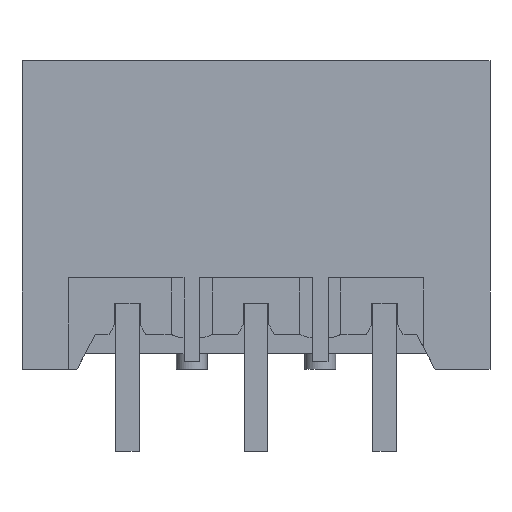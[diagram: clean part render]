
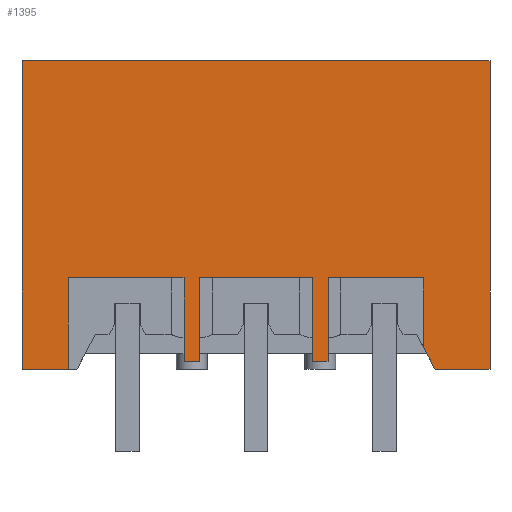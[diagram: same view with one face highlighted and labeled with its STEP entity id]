
A CAD part, front view. The second image highlights one B-rep face of the part: STEP entity #1395.
In plain terms, the highlighted planar face has unit normal (0, -1, 0).
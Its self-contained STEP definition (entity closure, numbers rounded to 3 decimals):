
#1292=AXIS2_PLACEMENT_3D('Plane Axis2P3D',#1289,#1290,#1291) ;
#709=CARTESIAN_POINT('Vertex',(6.3,0.,6.75)) ;
#742=CARTESIAN_POINT('Vertex',(6.3,0.,3.5)) ;
#745=CARTESIAN_POINT('Line Origine',(6.3,0.,5.125)) ;
#838=CARTESIAN_POINT('Line Origine',(4.05,0.,6.75)) ;
#842=CARTESIAN_POINT('Vertex',(1.8,0.,6.75)) ;
#864=CARTESIAN_POINT('Line Origine',(1.8,0.,4.975)) ;
#868=CARTESIAN_POINT('Vertex',(1.8,0.,3.2)) ;
#909=CARTESIAN_POINT('Line Origine',(0.9,0.,3.2)) ;
#913=CARTESIAN_POINT('Vertex',(0.,0.,3.2)) ;
#1269=CARTESIAN_POINT('Line Origine',(6.6,0.,3.5)) ;
#1273=CARTESIAN_POINT('Vertex',(6.9,0.,3.5)) ;
#1289=CARTESIAN_POINT('Axis2P3D Location',(-5.,0.,15.2)) ;
#1294=CARTESIAN_POINT('Line Origine',(11.6,0.,3.5)) ;
#1298=CARTESIAN_POINT('Vertex',(11.9,0.,3.5)) ;
#1300=CARTESIAN_POINT('Vertex',(11.3,0.,3.5)) ;
#1303=CARTESIAN_POINT('Line Origine',(11.9,0.,5.125)) ;
#1307=CARTESIAN_POINT('Vertex',(11.9,0.,6.75)) ;
#1310=CARTESIAN_POINT('Line Origine',(13.75,0.,6.75)) ;
#1314=CARTESIAN_POINT('Vertex',(15.6,0.,6.75)) ;
#1317=CARTESIAN_POINT('Line Origine',(15.6,0.,5.411)) ;
#1321=CARTESIAN_POINT('Vertex',(15.6,0.,4.071)) ;
#1324=CARTESIAN_POINT('Line Origine',(15.831,0.,3.636)) ;
#1328=CARTESIAN_POINT('Vertex',(16.062,0.,3.2)) ;
#1331=CARTESIAN_POINT('Line Origine',(17.131,0.,3.2)) ;
#1335=CARTESIAN_POINT('Vertex',(18.2,0.,3.2)) ;
#1338=CARTESIAN_POINT('Line Origine',(18.2,0.,9.2)) ;
#1342=CARTESIAN_POINT('Vertex',(18.2,0.,15.2)) ;
#1345=CARTESIAN_POINT('Line Origine',(9.1,0.,15.2)) ;
#1349=CARTESIAN_POINT('Vertex',(0.,0.,15.2)) ;
#1352=CARTESIAN_POINT('Line Origine',(0.,0.,9.2)) ;
#1357=CARTESIAN_POINT('Line Origine',(6.9,0.,5.125)) ;
#1361=CARTESIAN_POINT('Vertex',(6.9,0.,6.75)) ;
#1364=CARTESIAN_POINT('Line Origine',(9.1,0.,6.75)) ;
#1368=CARTESIAN_POINT('Vertex',(11.3,0.,6.75)) ;
#1371=CARTESIAN_POINT('Line Origine',(11.3,0.,5.125)) ;
#746=DIRECTION('Vector Direction',(0.,0.,-1.)) ;
#839=DIRECTION('Vector Direction',(-1.,0.,0.)) ;
#865=DIRECTION('Vector Direction',(0.,0.,1.)) ;
#910=DIRECTION('Vector Direction',(1.,0.,0.)) ;
#1270=DIRECTION('Vector Direction',(-1.,0.,0.)) ;
#1290=DIRECTION('Axis2P3D Direction',(0.,-1.,0.)) ;
#1291=DIRECTION('Axis2P3D XDirection',(0.,0.,-1.)) ;
#1295=DIRECTION('Vector Direction',(-1.,0.,0.)) ;
#1304=DIRECTION('Vector Direction',(0.,0.,1.)) ;
#1311=DIRECTION('Vector Direction',(-1.,0.,0.)) ;
#1318=DIRECTION('Vector Direction',(0.,0.,1.)) ;
#1325=DIRECTION('Vector Direction',(0.468,0.,-0.884)) ;
#1332=DIRECTION('Vector Direction',(1.,0.,0.)) ;
#1339=DIRECTION('Vector Direction',(0.,0.,-1.)) ;
#1346=DIRECTION('Vector Direction',(1.,0.,0.)) ;
#1353=DIRECTION('Vector Direction',(0.,0.,-1.)) ;
#1358=DIRECTION('Vector Direction',(0.,0.,-1.)) ;
#1365=DIRECTION('Vector Direction',(-1.,0.,0.)) ;
#1372=DIRECTION('Vector Direction',(0.,0.,1.)) ;
#747=VECTOR('Line Direction',#746,1.) ;
#840=VECTOR('Line Direction',#839,1.) ;
#866=VECTOR('Line Direction',#865,1.) ;
#911=VECTOR('Line Direction',#910,1.) ;
#1271=VECTOR('Line Direction',#1270,1.) ;
#1296=VECTOR('Line Direction',#1295,1.) ;
#1305=VECTOR('Line Direction',#1304,1.) ;
#1312=VECTOR('Line Direction',#1311,1.) ;
#1319=VECTOR('Line Direction',#1318,1.) ;
#1326=VECTOR('Line Direction',#1325,1.) ;
#1333=VECTOR('Line Direction',#1332,1.) ;
#1340=VECTOR('Line Direction',#1339,1.) ;
#1347=VECTOR('Line Direction',#1346,1.) ;
#1354=VECTOR('Line Direction',#1353,1.) ;
#1359=VECTOR('Line Direction',#1358,1.) ;
#1366=VECTOR('Line Direction',#1365,1.) ;
#1373=VECTOR('Line Direction',#1372,1.) ;
#1377=ORIENTED_EDGE('',*,*,#1302,.F.) ;
#1378=ORIENTED_EDGE('',*,*,#1309,.T.) ;
#1379=ORIENTED_EDGE('',*,*,#1316,.F.) ;
#1380=ORIENTED_EDGE('',*,*,#1323,.F.) ;
#1381=ORIENTED_EDGE('',*,*,#1330,.T.) ;
#1382=ORIENTED_EDGE('',*,*,#1337,.T.) ;
#1383=ORIENTED_EDGE('',*,*,#1344,.F.) ;
#1384=ORIENTED_EDGE('',*,*,#1351,.F.) ;
#1385=ORIENTED_EDGE('',*,*,#1356,.F.) ;
#1386=ORIENTED_EDGE('',*,*,#915,.T.) ;
#1387=ORIENTED_EDGE('',*,*,#870,.T.) ;
#1388=ORIENTED_EDGE('',*,*,#844,.F.) ;
#1389=ORIENTED_EDGE('',*,*,#749,.F.) ;
#1390=ORIENTED_EDGE('',*,*,#1275,.F.) ;
#1391=ORIENTED_EDGE('',*,*,#1363,.F.) ;
#1392=ORIENTED_EDGE('',*,*,#1370,.F.) ;
#1393=ORIENTED_EDGE('',*,*,#1375,.F.) ;
#1395=ADVANCED_FACE('HOUSING',(#1394),#1293,.T.) ;
#749=EDGE_CURVE('',#743,#710,#748,.F.) ;
#844=EDGE_CURVE('',#710,#843,#841,.T.) ;
#870=EDGE_CURVE('',#869,#843,#867,.T.) ;
#915=EDGE_CURVE('',#914,#869,#912,.T.) ;
#1275=EDGE_CURVE('',#1274,#743,#1272,.T.) ;
#1302=EDGE_CURVE('',#1299,#1301,#1297,.T.) ;
#1309=EDGE_CURVE('',#1299,#1308,#1306,.T.) ;
#1316=EDGE_CURVE('',#1315,#1308,#1313,.T.) ;
#1323=EDGE_CURVE('',#1322,#1315,#1320,.T.) ;
#1330=EDGE_CURVE('',#1322,#1329,#1327,.T.) ;
#1337=EDGE_CURVE('',#1329,#1336,#1334,.T.) ;
#1344=EDGE_CURVE('',#1343,#1336,#1341,.T.) ;
#1351=EDGE_CURVE('',#1350,#1343,#1348,.T.) ;
#1356=EDGE_CURVE('',#914,#1350,#1355,.F.) ;
#1363=EDGE_CURVE('',#1362,#1274,#1360,.T.) ;
#1370=EDGE_CURVE('',#1369,#1362,#1367,.T.) ;
#1375=EDGE_CURVE('',#1301,#1369,#1374,.T.) ;
#1376=EDGE_LOOP('',(#1377,#1378,#1379,#1380,#1381,#1382,#1383,#1384,#1385,#1386,#1387,#1388,#1389,#1390,#1391,#1392,#1393)) ;
#1394=FACE_OUTER_BOUND('',#1376,.T.) ;
#748=LINE('Line',#745,#747) ;
#841=LINE('Line',#838,#840) ;
#867=LINE('Line',#864,#866) ;
#912=LINE('Line',#909,#911) ;
#1272=LINE('Line',#1269,#1271) ;
#1297=LINE('Line',#1294,#1296) ;
#1306=LINE('Line',#1303,#1305) ;
#1313=LINE('Line',#1310,#1312) ;
#1320=LINE('Line',#1317,#1319) ;
#1327=LINE('Line',#1324,#1326) ;
#1334=LINE('Line',#1331,#1333) ;
#1341=LINE('Line',#1338,#1340) ;
#1348=LINE('Line',#1345,#1347) ;
#1355=LINE('Line',#1352,#1354) ;
#1360=LINE('Line',#1357,#1359) ;
#1367=LINE('Line',#1364,#1366) ;
#1374=LINE('Line',#1371,#1373) ;
#1293=PLANE('',#1292) ;
#710=VERTEX_POINT('',#709) ;
#743=VERTEX_POINT('',#742) ;
#843=VERTEX_POINT('',#842) ;
#869=VERTEX_POINT('',#868) ;
#914=VERTEX_POINT('',#913) ;
#1274=VERTEX_POINT('',#1273) ;
#1299=VERTEX_POINT('',#1298) ;
#1301=VERTEX_POINT('',#1300) ;
#1308=VERTEX_POINT('',#1307) ;
#1315=VERTEX_POINT('',#1314) ;
#1322=VERTEX_POINT('',#1321) ;
#1329=VERTEX_POINT('',#1328) ;
#1336=VERTEX_POINT('',#1335) ;
#1343=VERTEX_POINT('',#1342) ;
#1350=VERTEX_POINT('',#1349) ;
#1362=VERTEX_POINT('',#1361) ;
#1369=VERTEX_POINT('',#1368) ;
